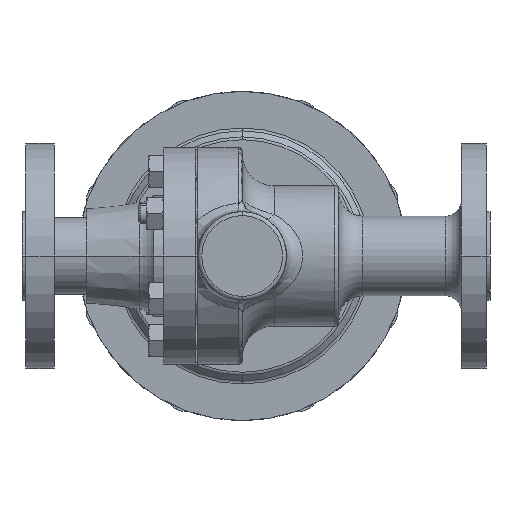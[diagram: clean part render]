
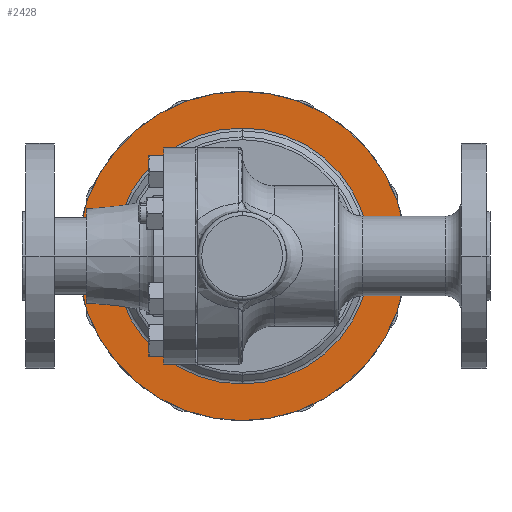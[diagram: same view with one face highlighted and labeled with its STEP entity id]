
A CAD part, front view. The second image highlights one B-rep face of the part: STEP entity #2428.
In plain terms, the highlighted planar face has unit normal (0, -1, 0).
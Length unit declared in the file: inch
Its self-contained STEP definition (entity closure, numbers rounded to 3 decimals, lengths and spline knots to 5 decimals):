
#520 = CARTESIAN_POINT ( 'NONE',  ( 0., 2.17, -1.99068 ) ) ;
#1470 = DIRECTION ( 'NONE',  ( 0., 1., 0. ) ) ;
#1527 = DIRECTION ( 'NONE',  ( 0., 0., -1. ) ) ;
#1556 = AXIS2_PLACEMENT_3D ( 'NONE', #7090, #16240, #1929 ) ;
#1915 = DIRECTION ( 'NONE',  ( 0., -1., 0. ) ) ;
#1929 = DIRECTION ( 'NONE',  ( 0., 0., -1. ) ) ;
#2022 = ORIENTED_EDGE ( 'NONE', *, *, #11456, .F. ) ;
#2153 = FACE_OUTER_BOUND ( 'NONE', #11541, .T. ) ;
#2409 = EDGE_CURVE ( 'NONE', #15881, #10380, #2583, .T. ) ;
#2428 = ADVANCED_FACE ( 'NONE', ( #2153, #15629 ), #13836, .T. ) ;
#2583 = CIRCLE ( 'NONE', #5829, 1.99068 ) ;
#2742 = DIRECTION ( 'NONE',  ( 0., 1., 0. ) ) ;
#3223 = EDGE_LOOP ( 'NONE', ( #10854, #13381 ) ) ;
#4063 = DIRECTION ( 'NONE',  ( 0., 0., -1. ) ) ;
#4103 = ORIENTED_EDGE ( 'NONE', *, *, #15499, .F. ) ;
#4139 = CIRCLE ( 'NONE', #15875, 2.56 ) ;
#4550 = CIRCLE ( 'NONE', #5004, 2.56 ) ;
#5004 = AXIS2_PLACEMENT_3D ( 'NONE', #10571, #2742, #4063 ) ;
#5829 = AXIS2_PLACEMENT_3D ( 'NONE', #13893, #1915, #11062 ) ;
#6128 = VERTEX_POINT ( 'NONE', #8699 ) ;
#7090 = CARTESIAN_POINT ( 'NONE',  ( 0., 2.17, 0. ) ) ;
#7254 = DIRECTION ( 'NONE',  ( 0., -1., 0. ) ) ;
#8216 = AXIS2_PLACEMENT_3D ( 'NONE', #13719, #7254, #9966 ) ;
#8640 = CARTESIAN_POINT ( 'NONE',  ( 0., 2.17, -2.56 ) ) ;
#8699 = CARTESIAN_POINT ( 'NONE',  ( 0., 2.17, 2.56 ) ) ;
#9966 = DIRECTION ( 'NONE',  ( 0., 0., -1. ) ) ;
#10254 = CIRCLE ( 'NONE', #1556, 1.99068 ) ;
#10380 = VERTEX_POINT ( 'NONE', #520 ) ;
#10571 = CARTESIAN_POINT ( 'NONE',  ( 0., 2.17, 0. ) ) ;
#10854 = ORIENTED_EDGE ( 'NONE', *, *, #11557, .F. ) ;
#11062 = DIRECTION ( 'NONE',  ( 0., 0., -1. ) ) ;
#11456 = EDGE_CURVE ( 'NONE', #13941, #6128, #4139, .T. ) ;
#11541 = EDGE_LOOP ( 'NONE', ( #4103, #2022 ) ) ;
#11557 = EDGE_CURVE ( 'NONE', #10380, #15881, #10254, .T. ) ;
#12029 = CARTESIAN_POINT ( 'NONE',  ( 0., 2.17, 0. ) ) ;
#13381 = ORIENTED_EDGE ( 'NONE', *, *, #2409, .F. ) ;
#13719 = CARTESIAN_POINT ( 'NONE',  ( 1.99068, 2.17, 0. ) ) ;
#13836 = PLANE ( 'NONE',  #8216 ) ;
#13893 = CARTESIAN_POINT ( 'NONE',  ( 0., 2.17, 0. ) ) ;
#13941 = VERTEX_POINT ( 'NONE', #8640 ) ;
#14364 = CARTESIAN_POINT ( 'NONE',  ( 0., 2.17, 1.99068 ) ) ;
#15499 = EDGE_CURVE ( 'NONE', #6128, #13941, #4550, .T. ) ;
#15629 = FACE_BOUND ( 'NONE', #3223, .T. ) ;
#15875 = AXIS2_PLACEMENT_3D ( 'NONE', #12029, #1470, #1527 ) ;
#15881 = VERTEX_POINT ( 'NONE', #14364 ) ;
#16240 = DIRECTION ( 'NONE',  ( 0., -1., 0. ) ) ;
